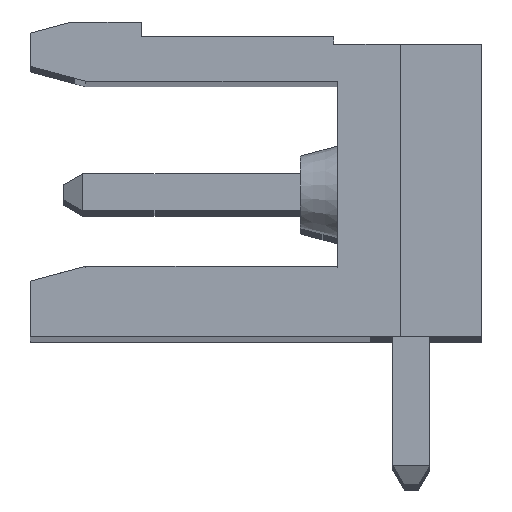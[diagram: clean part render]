
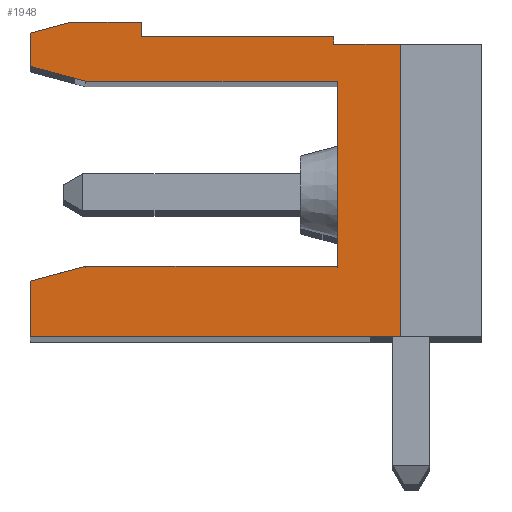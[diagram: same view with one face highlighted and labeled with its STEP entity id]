
A CAD part, top view. The second image highlights one B-rep face of the part: STEP entity #1948.
In plain terms, the highlighted planar face has unit normal (0, 0, 1).
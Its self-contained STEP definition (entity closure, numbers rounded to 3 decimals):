
#1948 = ADVANCED_FACE( '', ( #4342 ), #4343, .T. );
#4342 = FACE_OUTER_BOUND( '', #7188, .T. );
#4343 = PLANE( '', #7189 );
#7188 = EDGE_LOOP( '', ( #13166, #13167, #13168, #13169, #13170, #13171, #13172, #13173, #13174, #13175, #13176, #13177, #13178, #13179, #13180 ) );
#7189 = AXIS2_PLACEMENT_3D( '', #13181, #13182, #13183 );
#13166 = ORIENTED_EDGE( '', *, *, #17748, .F. );
#13167 = ORIENTED_EDGE( '', *, *, #18448, .F. );
#13168 = ORIENTED_EDGE( '', *, *, #17439, .F. );
#13169 = ORIENTED_EDGE( '', *, *, #16931, .T. );
#13170 = ORIENTED_EDGE( '', *, *, #18529, .T. );
#13171 = ORIENTED_EDGE( '', *, *, #19339, .T. );
#13172 = ORIENTED_EDGE( '', *, *, #18946, .T. );
#13173 = ORIENTED_EDGE( '', *, *, #19340, .F. );
#13174 = ORIENTED_EDGE( '', *, *, #19341, .F. );
#13175 = ORIENTED_EDGE( '', *, *, #19342, .F. );
#13176 = ORIENTED_EDGE( '', *, *, #18183, .F. );
#13177 = ORIENTED_EDGE( '', *, *, #17828, .F. );
#13178 = ORIENTED_EDGE( '', *, *, #19343, .T. );
#13179 = ORIENTED_EDGE( '', *, *, #18198, .F. );
#13180 = ORIENTED_EDGE( '', *, *, #19344, .F. );
#13181 = CARTESIAN_POINT( '', ( 194.225, 204.41, 96.52 ) );
#13182 = DIRECTION( '', ( 0., 0., 1. ) );
#13183 = DIRECTION( '', ( 1., 0., 0. ) );
#16931 = EDGE_CURVE( '', #20247, #20248, #20249, .T. );
#17439 = EDGE_CURVE( '', #20247, #21142, #21143, .T. );
#17748 = EDGE_CURVE( '', #21672, #21675, #21676, .T. );
#17828 = EDGE_CURVE( '', #21814, #21816, #21817, .T. );
#18183 = EDGE_CURVE( '', #21816, #22383, #22384, .T. );
#18198 = EDGE_CURVE( '', #22405, #22407, #22408, .T. );
#18448 = EDGE_CURVE( '', #21142, #21672, #22810, .T. );
#18529 = EDGE_CURVE( '', #20248, #22929, #22930, .T. );
#18946 = EDGE_CURVE( '', #23523, #23524, #23525, .T. );
#19339 = EDGE_CURVE( '', #22929, #23523, #24051, .T. );
#19340 = EDGE_CURVE( '', #24052, #23524, #24053, .T. );
#19341 = EDGE_CURVE( '', #24054, #24052, #24055, .T. );
#19342 = EDGE_CURVE( '', #22383, #24054, #24056, .T. );
#19343 = EDGE_CURVE( '', #21814, #22407, #24057, .T. );
#19344 = EDGE_CURVE( '', #21675, #22405, #24058, .T. );
#20247 = VERTEX_POINT( '', #25089 );
#20248 = VERTEX_POINT( '', #25090 );
#20249 = LINE( '', #25091, #25092 );
#21142 = VERTEX_POINT( '', #26384 );
#21143 = LINE( '', #26385, #26386 );
#21672 = VERTEX_POINT( '', #27176 );
#21675 = VERTEX_POINT( '', #27180 );
#21676 = LINE( '', #27181, #27182 );
#21814 = VERTEX_POINT( '', #27398 );
#21816 = VERTEX_POINT( '', #27401 );
#21817 = LINE( '', #27402, #27403 );
#22383 = VERTEX_POINT( '', #28244 );
#22384 = LINE( '', #28245, #28246 );
#22405 = VERTEX_POINT( '', #28276 );
#22407 = VERTEX_POINT( '', #28279 );
#22408 = LINE( '', #28280, #28281 );
#22810 = LINE( '', #28894, #28895 );
#22929 = VERTEX_POINT( '', #29072 );
#22930 = LINE( '', #29073, #29074 );
#23523 = VERTEX_POINT( '', #29976 );
#23524 = VERTEX_POINT( '', #29977 );
#23525 = LINE( '', #29978, #29979 );
#24051 = LINE( '', #30775, #30776 );
#24052 = VERTEX_POINT( '', #30777 );
#24053 = LINE( '', #30778, #30779 );
#24054 = VERTEX_POINT( '', #30780 );
#24055 = LINE( '', #30781, #30782 );
#24056 = LINE( '', #30783, #30784 );
#24057 = LINE( '', #30785, #30786 );
#24058 = LINE( '', #30787, #30788 );
#25089 = CARTESIAN_POINT( '', ( 197.225, 204.31, 96.52 ) );
#25090 = CARTESIAN_POINT( '', ( 197.225, 204.71, 96.52 ) );
#25091 = CARTESIAN_POINT( '', ( 197.225, 204.81, 96.52 ) );
#25092 = VECTOR( '', #32175, 1000. );
#26384 = CARTESIAN_POINT( '', ( 202.425, 204.31, 96.52 ) );
#26385 = CARTESIAN_POINT( '', ( 202.425, 204.31, 96.52 ) );
#26386 = VECTOR( '', #32620, 1000. );
#27176 = CARTESIAN_POINT( '', ( 202.425, 204.11, 96.52 ) );
#27180 = CARTESIAN_POINT( '', ( 204.225, 204.11, 96.52 ) );
#27181 = CARTESIAN_POINT( '', ( 206.425, 204.11, 96.52 ) );
#27182 = VECTOR( '', #32886, 1000. );
#27398 = CARTESIAN_POINT( '', ( 194.225, 197.708, 96.52 ) );
#27401 = CARTESIAN_POINT( '', ( 195.725, 198.11, 96.52 ) );
#27402 = CARTESIAN_POINT( '', ( 194.225, 197.708, 96.52 ) );
#27403 = VECTOR( '', #32960, 1000. );
#28244 = CARTESIAN_POINT( '', ( 202.525, 198.11, 96.52 ) );
#28245 = CARTESIAN_POINT( '', ( 195.725, 198.11, 96.52 ) );
#28246 = VECTOR( '', #33263, 1000. );
#28276 = CARTESIAN_POINT( '', ( 204.225, 196.21, 96.52 ) );
#28279 = CARTESIAN_POINT( '', ( 194.225, 196.21, 96.52 ) );
#28280 = CARTESIAN_POINT( '', ( 194.225, 196.21, 96.52 ) );
#28281 = VECTOR( '', #33277, 1000. );
#28894 = CARTESIAN_POINT( '', ( 202.425, 204.11, 96.52 ) );
#28895 = VECTOR( '', #33501, 1000. );
#29072 = CARTESIAN_POINT( '', ( 195.345, 204.71, 96.52 ) );
#29073 = CARTESIAN_POINT( '', ( 195.718, 204.71, 96.52 ) );
#29074 = VECTOR( '', #33572, 1000. );
#29976 = CARTESIAN_POINT( '', ( 194.225, 204.41, 96.52 ) );
#29977 = CARTESIAN_POINT( '', ( 194.225, 203.51, 96.52 ) );
#29978 = CARTESIAN_POINT( '', ( 194.225, 204.31, 96.52 ) );
#29979 = VECTOR( '', #33912, 1000. );
#30775 = CARTESIAN_POINT( '', ( 194.225, 204.41, 96.52 ) );
#30776 = VECTOR( '', #34213, 1000. );
#30777 = CARTESIAN_POINT( '', ( 195.718, 203.11, 96.52 ) );
#30778 = CARTESIAN_POINT( '', ( 195.718, 203.11, 96.52 ) );
#30779 = VECTOR( '', #34214, 1000. );
#30780 = CARTESIAN_POINT( '', ( 202.525, 203.11, 96.52 ) );
#30781 = CARTESIAN_POINT( '', ( 202.525, 203.11, 96.52 ) );
#30782 = VECTOR( '', #34215, 1000. );
#30783 = CARTESIAN_POINT( '', ( 202.525, 198.11, 96.52 ) );
#30784 = VECTOR( '', #34216, 1000. );
#30785 = CARTESIAN_POINT( '', ( 194.225, 204.31, 96.52 ) );
#30786 = VECTOR( '', #34217, 1000. );
#30787 = CARTESIAN_POINT( '', ( 204.225, 204.11, 96.52 ) );
#30788 = VECTOR( '', #34218, 1000. );
#32175 = DIRECTION( '', ( 0., 1., 0. ) );
#32620 = DIRECTION( '', ( 1., 0., 0. ) );
#32886 = DIRECTION( '', ( 1., 0., 0. ) );
#32960 = DIRECTION( '', ( 0.966, 0.259, 0. ) );
#33263 = DIRECTION( '', ( 1., 0., 0. ) );
#33277 = DIRECTION( '', ( -1., 0., 0. ) );
#33501 = DIRECTION( '', ( 0., -1., 0. ) );
#33572 = DIRECTION( '', ( -1., 0., 0. ) );
#33912 = DIRECTION( '', ( 0., -1., 0. ) );
#34213 = DIRECTION( '', ( -0.966, -0.259, 0. ) );
#34214 = DIRECTION( '', ( -0.966, 0.259, 0. ) );
#34215 = DIRECTION( '', ( -1., 0., 0. ) );
#34216 = DIRECTION( '', ( 0., 1., 0. ) );
#34217 = DIRECTION( '', ( 0., -1., 0. ) );
#34218 = DIRECTION( '', ( 0., -1., 0. ) );
